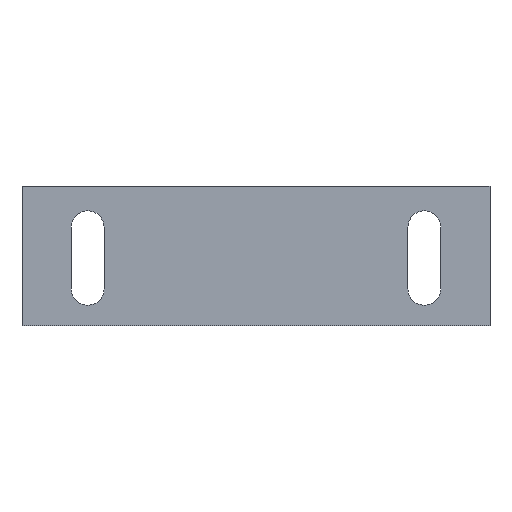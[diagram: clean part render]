
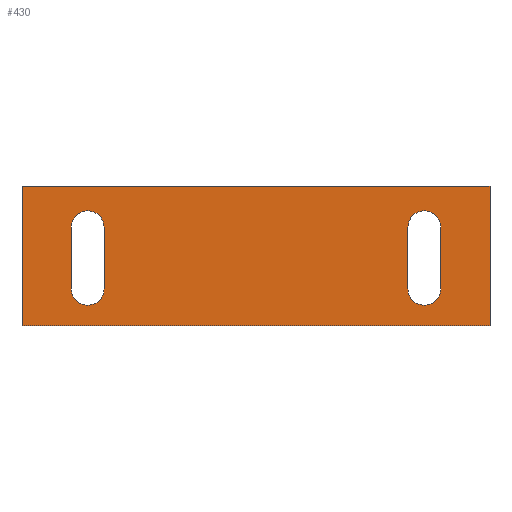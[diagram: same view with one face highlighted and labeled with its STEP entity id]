
A CAD part, top view. The second image highlights one B-rep face of the part: STEP entity #430.
In plain terms, the highlighted planar face has unit normal (0, 0, 1).
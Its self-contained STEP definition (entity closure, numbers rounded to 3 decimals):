
#43=CARTESIAN_POINT('',(-106.,94.5,4.));
#44=VERTEX_POINT('',#43);
#51=CARTESIAN_POINT('',(-110.,94.5,4.));
#52=VERTEX_POINT('',#51);
#53=CARTESIAN_POINT('',(-108.,94.5,4.));
#54=DIRECTION('',(0.,0.,1.));
#55=DIRECTION('',(1.,0.,-0.));
#56=AXIS2_PLACEMENT_3D('',#53,#54,#55);
#57=CIRCLE('',#56,2.);
#58=EDGE_CURVE('',#44,#52,#57,.T.);
#82=CARTESIAN_POINT('',(-106.,87.,4.));
#83=VERTEX_POINT('',#82);
#90=CARTESIAN_POINT('',(-106.,94.5,4.));
#91=DIRECTION('',(0.,-1.,0.));
#92=VECTOR('',#91,7.5);
#93=LINE('',#90,#92);
#94=EDGE_CURVE('',#44,#83,#93,.T.);
#114=CARTESIAN_POINT('',(-110.,87.,4.));
#115=VERTEX_POINT('',#114);
#122=CARTESIAN_POINT('',(-108.,87.,4.));
#123=DIRECTION('',(0.,0.,1.));
#124=DIRECTION('',(1.,0.,-0.));
#125=AXIS2_PLACEMENT_3D('',#122,#123,#124);
#126=CIRCLE('',#125,2.);
#127=EDGE_CURVE('',#115,#83,#126,.T.);
#149=CARTESIAN_POINT('',(-69.,87.,4.));
#150=VERTEX_POINT('',#149);
#157=CARTESIAN_POINT('',(-65.,87.,4.));
#158=VERTEX_POINT('',#157);
#159=CARTESIAN_POINT('',(-67.,87.,4.));
#160=DIRECTION('',(0.,0.,1.));
#161=DIRECTION('',(1.,0.,-0.));
#162=AXIS2_PLACEMENT_3D('',#159,#160,#161);
#163=CIRCLE('',#162,2.);
#164=EDGE_CURVE('',#150,#158,#163,.T.);
#188=CARTESIAN_POINT('',(-69.,94.5,4.));
#189=VERTEX_POINT('',#188);
#196=CARTESIAN_POINT('',(-69.,87.,4.));
#197=DIRECTION('',(0.,1.,0.));
#198=VECTOR('',#197,7.5);
#199=LINE('',#196,#198);
#200=EDGE_CURVE('',#150,#189,#199,.T.);
#220=CARTESIAN_POINT('',(-65.,94.5,4.));
#221=VERTEX_POINT('',#220);
#228=CARTESIAN_POINT('',(-67.,94.5,4.));
#229=DIRECTION('',(0.,0.,1.));
#230=DIRECTION('',(1.,0.,-0.));
#231=AXIS2_PLACEMENT_3D('',#228,#229,#230);
#232=CIRCLE('',#231,2.);
#233=EDGE_CURVE('',#221,#189,#232,.T.);
#254=CARTESIAN_POINT('',(-116.,82.5,4.));
#255=VERTEX_POINT('',#254);
#262=CARTESIAN_POINT('',(-116.,99.5,4.));
#263=VERTEX_POINT('',#262);
#264=CARTESIAN_POINT('',(-116.,82.5,4.));
#265=DIRECTION('',(0.,1.,0.));
#266=VECTOR('',#265,17.);
#267=LINE('',#264,#266);
#268=EDGE_CURVE('',#255,#263,#267,.T.);
#292=CARTESIAN_POINT('',(-59.,82.5,4.));
#293=VERTEX_POINT('',#292);
#300=CARTESIAN_POINT('',(-116.,82.5,4.));
#301=DIRECTION('',(1.,0.,-0.));
#302=VECTOR('',#301,57.);
#303=LINE('',#300,#302);
#304=EDGE_CURVE('',#255,#293,#303,.T.);
#323=CARTESIAN_POINT('',(-59.,99.5,4.));
#324=VERTEX_POINT('',#323);
#331=CARTESIAN_POINT('',(-59.,82.5,4.));
#332=DIRECTION('',(-0.,1.,0.));
#333=VECTOR('',#332,17.);
#334=LINE('',#331,#333);
#335=EDGE_CURVE('',#293,#324,#334,.T.);
#353=CARTESIAN_POINT('',(-65.,87.,4.));
#354=DIRECTION('',(0.,1.,0.));
#355=VECTOR('',#354,7.5);
#356=LINE('',#353,#355);
#357=EDGE_CURVE('',#158,#221,#356,.T.);
#375=CARTESIAN_POINT('',(-59.,99.5,4.));
#376=DIRECTION('',(-1.,-0.,0.));
#377=VECTOR('',#376,57.);
#378=LINE('',#375,#377);
#379=EDGE_CURVE('',#324,#263,#378,.T.);
#397=CARTESIAN_POINT('',(-110.,94.5,4.));
#398=DIRECTION('',(0.,-1.,0.));
#399=VECTOR('',#398,7.5);
#400=LINE('',#397,#399);
#401=EDGE_CURVE('',#52,#115,#400,.T.);
#407=CARTESIAN_POINT('',(0.,0.,4.));
#408=DIRECTION('',(0.,0.,1.));
#409=DIRECTION('',(1.,0.,0.));
#410=AXIS2_PLACEMENT_3D('',#407,#408,#409);
#411=PLANE('',#410);
#412=ORIENTED_EDGE('',*,*,#268,.F.);
#413=ORIENTED_EDGE('',*,*,#304,.T.);
#414=ORIENTED_EDGE('',*,*,#335,.T.);
#415=ORIENTED_EDGE('',*,*,#379,.T.);
#416=EDGE_LOOP('',(#412,#413,#414,#415));
#417=FACE_BOUND('',#416,.T.);
#418=ORIENTED_EDGE('',*,*,#164,.F.);
#419=ORIENTED_EDGE('',*,*,#200,.T.);
#420=ORIENTED_EDGE('',*,*,#233,.F.);
#421=ORIENTED_EDGE('',*,*,#357,.F.);
#422=EDGE_LOOP('',(#418,#419,#420,#421));
#423=FACE_BOUND('',#422,.T.);
#424=ORIENTED_EDGE('',*,*,#58,.F.);
#425=ORIENTED_EDGE('',*,*,#94,.T.);
#426=ORIENTED_EDGE('',*,*,#127,.F.);
#427=ORIENTED_EDGE('',*,*,#401,.F.);
#428=EDGE_LOOP('',(#424,#425,#426,#427));
#429=FACE_BOUND('',#428,.T.);
#430=ADVANCED_FACE('',(#417,#423,#429),#411,.T.);
